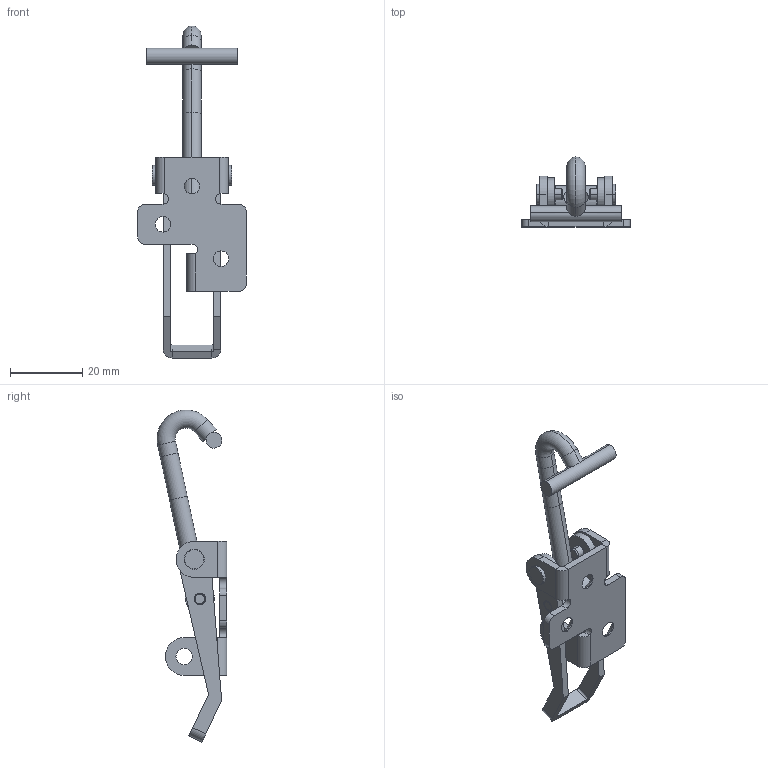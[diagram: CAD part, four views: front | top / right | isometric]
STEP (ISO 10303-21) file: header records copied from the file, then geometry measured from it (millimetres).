
FILE_DESCRIPTION (( 'STEP AP214' ), '1' );
FILE_NAME ('520121 - 701 TLC FZB.STEP', '2016-12-30T11:05:38', ( '' ), ( '' ), 'SwSTEP 2.0', 'SolidWorks 2015', '' );
FILE_SCHEMA (( 'AUTOMOTIVE_DESIGN' ));
Length unit declared in the file: millimetre
Products named in the file (6): B鐱d T-skruv M5_Default<As Machined>; 701 - Mid Cylinder; 701 - Ansatsnit; 701 - Bygel; 701 - LC; 520121 - 701 TLC FZB
Assembly tree (6 placements, depth 2):
  520121 - 701 TLC FZB
    701 - LC
    701 - Bygel
    701 - Ansatsnit  x2
    701 - Mid Cylinder
    B鐱d T-skruv M5_Default<As Machined>
Bounding box: 30 x 19.25 x 91.6 mm (x, y, z)
Volume: 5613.5 mm3; surface area: 6683.2 mm2
Topology: 6 solids, 6 shells, 164 faces, 371 edges, 226 vertices
Faces by surface type: cylinder 75, plane 65, cone 18, torus 6
Entity records: 4659 total; most frequent: CARTESIAN_POINT 870, DIRECTION 811, ORIENTED_EDGE 690, EDGE_CURVE 345, AXIS2_PLACEMENT_3D 315, VERTEX_POINT 210, VECTOR 181, LINE 181
